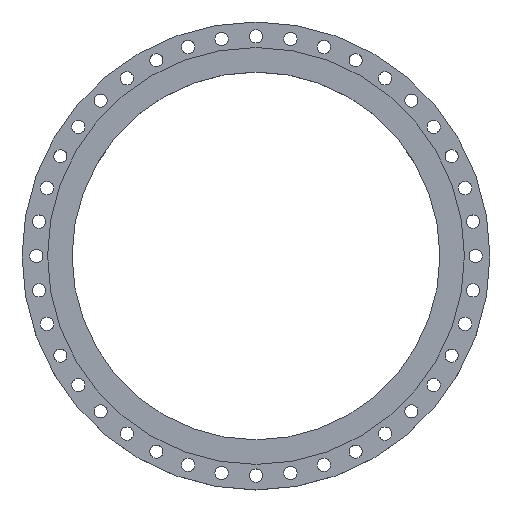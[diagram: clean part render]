
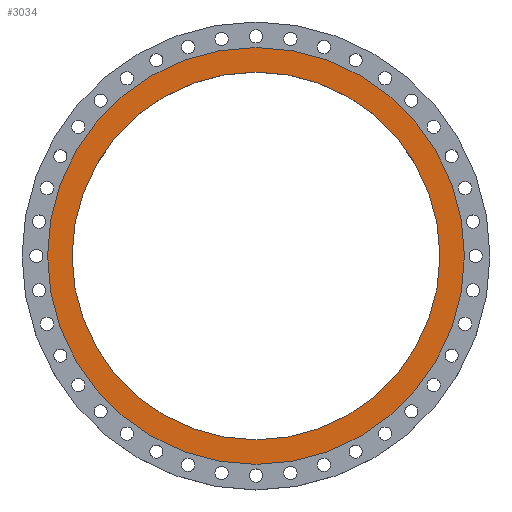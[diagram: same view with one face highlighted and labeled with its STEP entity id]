
A CAD part, top view. The second image highlights one B-rep face of the part: STEP entity #3034.
In plain terms, the highlighted planar face has unit normal (0, 0, 1).
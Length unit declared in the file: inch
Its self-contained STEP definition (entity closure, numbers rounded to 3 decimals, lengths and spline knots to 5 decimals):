
#12 = CARTESIAN_POINT ( 'NONE',  ( 0., 0., 0. ) ) ;
#52 = DIRECTION ( 'NONE',  ( 0., 0., 1. ) ) ;
#79 = DIRECTION ( 'NONE',  ( 1., 0., 0. ) ) ;
#120 = DIRECTION ( 'NONE',  ( 0., 0., 1. ) ) ;
#166 = ORIENTED_EDGE ( 'NONE', *, *, #2082, .F. ) ;
#392 = AXIS2_PLACEMENT_3D ( 'NONE', #12, #52, #538 ) ;
#425 = CARTESIAN_POINT ( 'NONE',  ( 0., 0., 0. ) ) ;
#510 = DIRECTION ( 'NONE',  ( 0., 0., 1. ) ) ;
#536 = ORIENTED_EDGE ( 'NONE', *, *, #3032, .T. ) ;
#538 = DIRECTION ( 'NONE',  ( 1., 0., 0. ) ) ;
#672 = PLANE ( 'NONE',  #3176 ) ;
#727 = DIRECTION ( 'NONE',  ( 0., 0., 1. ) ) ;
#777 = AXIS2_PLACEMENT_3D ( 'NONE', #3085, #120, #79 ) ;
#901 = EDGE_LOOP ( 'NONE', ( #1890, #166 ) ) ;
#906 = FACE_OUTER_BOUND ( 'NONE', #2022, .T. ) ;
#1163 = VERTEX_POINT ( 'NONE', #3437 ) ;
#1183 = DIRECTION ( 'NONE',  ( 0., 0., -1. ) ) ;
#1255 = CARTESIAN_POINT ( 'NONE',  ( 0., 0., 0. ) ) ;
#1371 = ORIENTED_EDGE ( 'NONE', *, *, #3174, .T. ) ;
#1490 = DIRECTION ( 'NONE',  ( 1., 0., 0. ) ) ;
#1619 = AXIS2_PLACEMENT_3D ( 'NONE', #1255, #510, #2119 ) ;
#1620 = AXIS2_PLACEMENT_3D ( 'NONE', #425, #727, #1490 ) ;
#1760 = FACE_BOUND ( 'NONE', #901, .T. ) ;
#1819 = CARTESIAN_POINT ( 'NONE',  ( 22.5, 0., 0. ) ) ;
#1890 = ORIENTED_EDGE ( 'NONE', *, *, #2934, .F. ) ;
#1897 = CIRCLE ( 'NONE', #392, 22.5 ) ;
#2002 = CARTESIAN_POINT ( 'NONE',  ( 0., 22.5, 0. ) ) ;
#2022 = EDGE_LOOP ( 'NONE', ( #1371, #536 ) ) ;
#2082 = EDGE_CURVE ( 'NONE', #1163, #2332, #3135, .T. ) ;
#2119 = DIRECTION ( 'NONE',  ( 1., 0., 0. ) ) ;
#2198 = CARTESIAN_POINT ( 'NONE',  ( -25.5, 0., 0. ) ) ;
#2247 = CARTESIAN_POINT ( 'NONE',  ( 25.5, 0., 0. ) ) ;
#2284 = CIRCLE ( 'NONE', #777, 25.5 ) ;
#2332 = VERTEX_POINT ( 'NONE', #1819 ) ;
#2553 = VERTEX_POINT ( 'NONE', #2198 ) ;
#2851 = CIRCLE ( 'NONE', #1619, 25.5 ) ;
#2934 = EDGE_CURVE ( 'NONE', #2332, #1163, #1897, .T. ) ;
#3032 = EDGE_CURVE ( 'NONE', #2553, #3080, #2284, .T. ) ;
#3034 = ADVANCED_FACE ( 'NONE', ( #1760, #906 ), #672, .F. ) ;
#3080 = VERTEX_POINT ( 'NONE', #2247 ) ;
#3085 = CARTESIAN_POINT ( 'NONE',  ( 0., 0., 0. ) ) ;
#3135 = CIRCLE ( 'NONE', #1620, 22.5 ) ;
#3174 = EDGE_CURVE ( 'NONE', #3080, #2553, #2851, .T. ) ;
#3176 = AXIS2_PLACEMENT_3D ( 'NONE', #2002, #1183, #3326 ) ;
#3326 = DIRECTION ( 'NONE',  ( -1., 0., 0. ) ) ;
#3437 = CARTESIAN_POINT ( 'NONE',  ( -22.5, 0., 0. ) ) ;
